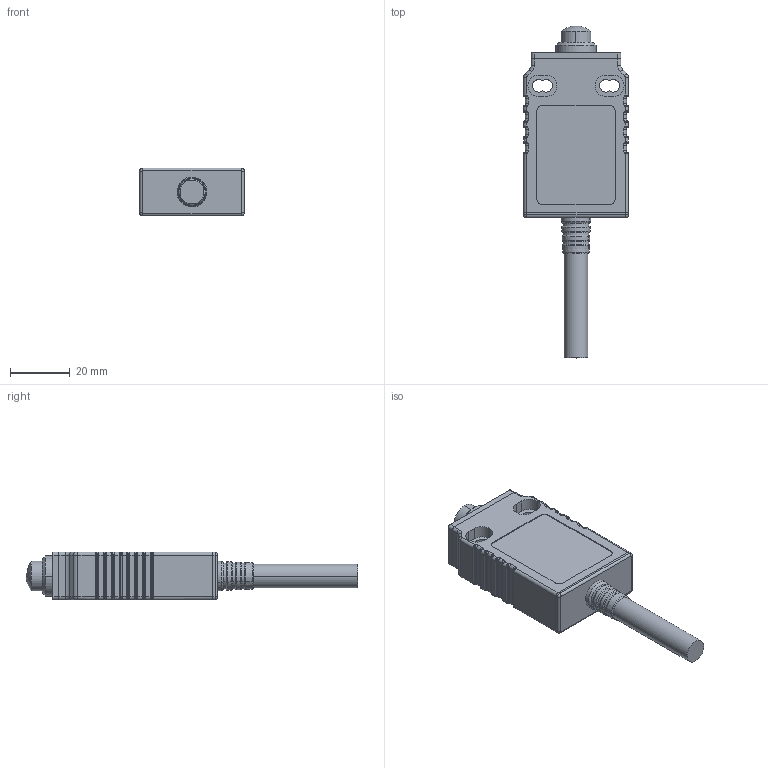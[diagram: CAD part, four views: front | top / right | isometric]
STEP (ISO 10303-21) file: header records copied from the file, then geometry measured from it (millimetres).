
FILE_DESCRIPTION (( 'STEP AP203' ), '1' );
FILE_NAME ('170-LSPM-Pin Plunger (Cable End Exit) (STEP format).STEP', '2017-05-12T08:22:05', ( '' ), ( '' ), 'SwSTEP 2.0', 'SolidWorks 2015', '' );
FILE_SCHEMA (( 'CONFIG_CONTROL_DESIGN' ));
Length unit declared in the file: millimetre
Products named in the file (1): 170-LSPM-Pin Plunger (Cable End Exit) (STEP format)
Bounding box: 35 x 111 x 16 mm (x, y, z)
Volume: 17285.5 mm3; surface area: 17953.6 mm2
Topology: 10 solids, 10 shells, 671 faces, 1583 edges, 909 vertices
Faces by surface type: cylinder 289, plane 230, torus 74, bspline 34, cone 24, sphere 20
Entity records: 19354 total; most frequent: CARTESIAN_POINT 4158, DIRECTION 3323, ORIENTED_EDGE 3062, EDGE_CURVE 1531, AXIS2_PLACEMENT_3D 1242, VERTEX_POINT 909, LINE 839, VECTOR 839
